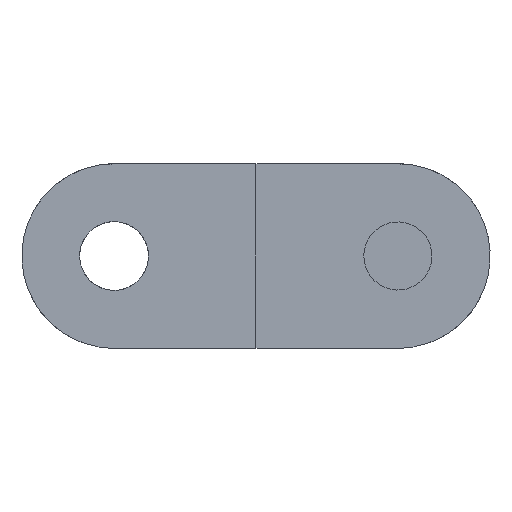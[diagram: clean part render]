
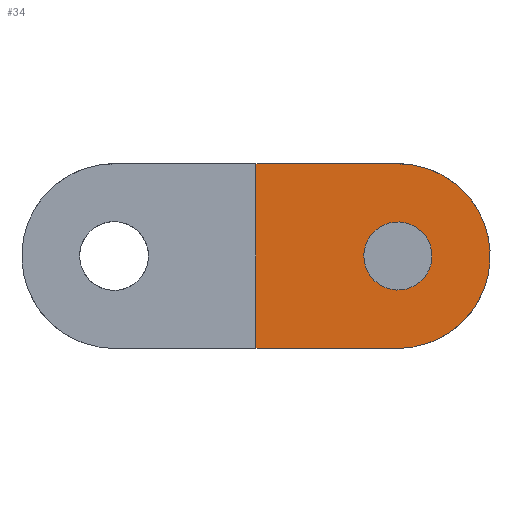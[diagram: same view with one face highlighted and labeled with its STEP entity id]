
A CAD part, front view. The second image highlights one B-rep face of the part: STEP entity #34.
In plain terms, the highlighted planar face has unit normal (0, -1, 0).
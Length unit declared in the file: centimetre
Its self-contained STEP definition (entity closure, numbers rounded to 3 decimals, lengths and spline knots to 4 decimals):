
#24=FACE_BOUND('',#103,.T.);
#34=ADVANCED_FACE('',(#68,#24),#586,.T.);
#68=FACE_OUTER_BOUND('',#102,.T.);
#102=EDGE_LOOP('',(#154,#155,#156,#157));
#103=EDGE_LOOP('',(#158,#159));
#154=ORIENTED_EDGE('',*,*,#353,.F.);
#155=ORIENTED_EDGE('',*,*,#357,.F.);
#156=ORIENTED_EDGE('',*,*,#351,.F.);
#157=ORIENTED_EDGE('',*,*,#366,.F.);
#158=ORIENTED_EDGE('',*,*,#359,.F.);
#159=ORIENTED_EDGE('',*,*,#358,.F.);
#351=EDGE_CURVE('',#524,#543,#439,.T.);
#353=EDGE_CURVE('',#544,#525,#441,.T.);
#357=EDGE_CURVE('',#543,#544,#445,.T.);
#358=EDGE_CURVE('',#546,#547,#502,.T.);
#359=EDGE_CURVE('',#547,#546,#503,.T.);
#366=EDGE_CURVE('',#525,#524,#506,.T.);
#439=B_SPLINE_CURVE_WITH_KNOTS('',1,(#1036,#1037),.UNSPECIFIED.,.F.,.F.,
(2,2),(0.,1.),.UNSPECIFIED.);
#441=B_SPLINE_CURVE_WITH_KNOTS('',1,(#1040,#1041),.UNSPECIFIED.,.F.,.F.,
(2,2),(0.,1.),.UNSPECIFIED.);
#445=B_SPLINE_CURVE_WITH_KNOTS('',1,(#1048,#1049),.UNSPECIFIED.,.F.,.F.,
(2,2),(0.,1.3),.UNSPECIFIED.);
#502=(
BOUNDED_CURVE()
B_SPLINE_CURVE(2,(#1050,#1051,#1052,#1053,#1054),.UNSPECIFIED.,.F.,.F.)
B_SPLINE_CURVE_WITH_KNOTS((3,2,3),(0.,0.377,0.754),
 .UNSPECIFIED.)
CURVE()
GEOMETRIC_REPRESENTATION_ITEM()
RATIONAL_B_SPLINE_CURVE((1.,0.707,1.,0.707,1.))
REPRESENTATION_ITEM('')
);
#503=(
BOUNDED_CURVE()
B_SPLINE_CURVE(2,(#1055,#1056,#1057,#1058,#1059),.UNSPECIFIED.,.F.,.F.)
B_SPLINE_CURVE_WITH_KNOTS((3,2,3),(0.,0.377,0.754),
 .UNSPECIFIED.)
CURVE()
GEOMETRIC_REPRESENTATION_ITEM()
RATIONAL_B_SPLINE_CURVE((1.,0.707,1.,0.707,1.))
REPRESENTATION_ITEM('')
);
#506=(
BOUNDED_CURVE()
B_SPLINE_CURVE(2,(#1078,#1079,#1080,#1081,#1082,#1083,#1084,#1085,#1086),
 .UNSPECIFIED.,.F.,.F.)
B_SPLINE_CURVE_WITH_KNOTS((3,2,2,2,3),(-5.3135,-4.8986,
-4.2925,-4.121,-3.2715),.UNSPECIFIED.)
CURVE()
GEOMETRIC_REPRESENTATION_ITEM()
RATIONAL_B_SPLINE_CURVE((1.,0.881,0.859,0.826,
1.,0.951,0.918,0.756,1.))
REPRESENTATION_ITEM('')
);
#524=VERTEX_POINT('',#914);
#525=VERTEX_POINT('',#915);
#543=VERTEX_POINT('',#933);
#544=VERTEX_POINT('',#934);
#546=VERTEX_POINT('',#936);
#547=VERTEX_POINT('',#937);
#586=PLANE('',#640);
#640=AXIS2_PLACEMENT_3D('',#754,#665,$);
#665=DIRECTION('',(0.,-1.,0.));
#754=CARTESIAN_POINT('',(1.6947,-0.58,-0.044));
#914=CARTESIAN_POINT('',(0.6999,-0.58,0.021));
#915=CARTESIAN_POINT('',(0.6999,-0.58,1.321));
#933=CARTESIAN_POINT('',(-0.3001,-0.58,0.021));
#934=CARTESIAN_POINT('',(-0.3001,-0.58,1.321));
#936=CARTESIAN_POINT('',(0.9399,-0.58,0.671));
#937=CARTESIAN_POINT('',(0.4599,-0.58,0.671));
#1036=CARTESIAN_POINT('',(0.6999,-0.58,0.021));
#1037=CARTESIAN_POINT('',(-0.3001,-0.58,0.021));
#1040=CARTESIAN_POINT('',(-0.3001,-0.58,1.321));
#1041=CARTESIAN_POINT('',(0.6999,-0.58,1.321));
#1048=CARTESIAN_POINT('',(-0.3001,-0.58,0.021));
#1049=CARTESIAN_POINT('',(-0.3001,-0.58,1.321));
#1050=CARTESIAN_POINT('',(0.9399,-0.58,0.671));
#1051=CARTESIAN_POINT('',(0.9399,-0.58,0.911));
#1052=CARTESIAN_POINT('',(0.6999,-0.58,0.911));
#1053=CARTESIAN_POINT('',(0.4599,-0.58,0.911));
#1054=CARTESIAN_POINT('',(0.4599,-0.58,0.671));
#1055=CARTESIAN_POINT('',(0.4599,-0.58,0.671));
#1056=CARTESIAN_POINT('',(0.4599,-0.58,0.431));
#1057=CARTESIAN_POINT('',(0.6999,-0.58,0.431));
#1058=CARTESIAN_POINT('',(0.9399,-0.58,0.431));
#1059=CARTESIAN_POINT('',(0.9399,-0.58,0.671));
#1078=CARTESIAN_POINT('',(0.6999,-0.58,1.321));
#1079=CARTESIAN_POINT('',(0.9119,-0.58,1.321));
#1080=CARTESIAN_POINT('',(1.0831,-0.58,1.196));
#1081=CARTESIAN_POINT('',(1.3499,-0.58,1.0013));
#1082=CARTESIAN_POINT('',(1.3499,-0.58,0.671));
#1083=CARTESIAN_POINT('',(1.3499,-0.58,0.5898));
#1084=CARTESIAN_POINT('',(1.3299,-0.58,0.5111));
#1085=CARTESIAN_POINT('',(1.2055,-0.58,0.021));
#1086=CARTESIAN_POINT('',(0.6999,-0.58,0.021));
